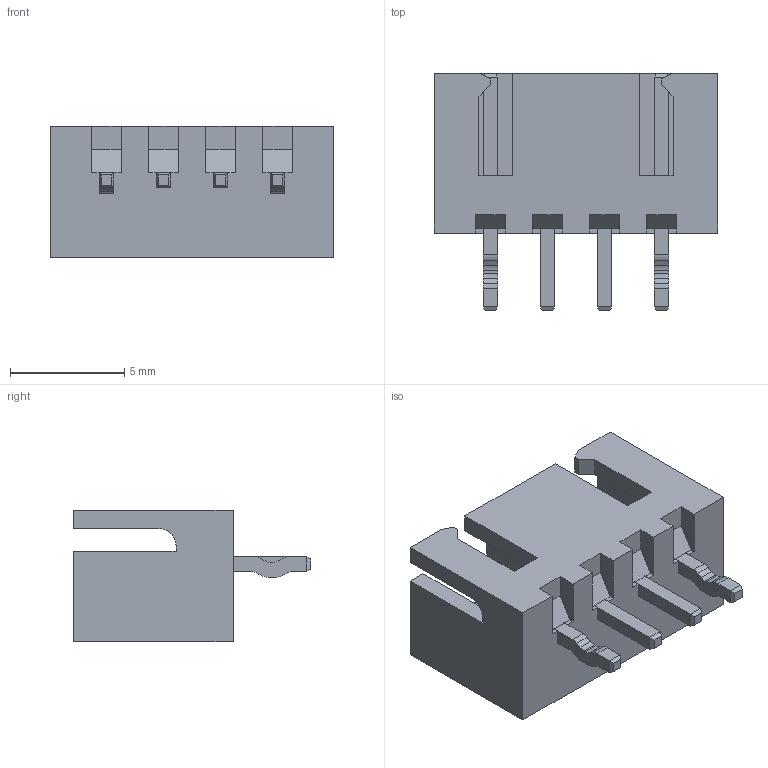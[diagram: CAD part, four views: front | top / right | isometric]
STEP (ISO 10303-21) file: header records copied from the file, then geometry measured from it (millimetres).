
FILE_DESCRIPTION (( 'STEP AP214' ), '1' );
FILE_NAME ('User Library-B4B-XH-A.STEP', '2016-07-07T03:52:58', ( 'Windows User' ), ( '' ), 'SwSTEP 2.0', 'SolidWorks 2016', '' );
FILE_SCHEMA (( 'AUTOMOTIVE_DESIGN' ));
Length unit declared in the file: millimetre
Products named in the file (4): User Library-B4B-XH-A_BXB-XH-A_pin1___ _________; User Library-B4B-XH-A_BXB-XH-A_pin___ _________; User Library-B4B-XH-A_B4B-XH-A_body___ _________; User Library-B4B-XH-A
Assembly tree (5 placements, depth 2):
  User Library-B4B-XH-A
    User Library-B4B-XH-A_B4B-XH-A_body___ _________
    User Library-B4B-XH-A_BXB-XH-A_pin___ _________  x2
    User Library-B4B-XH-A_BXB-XH-A_pin1___ _________  x2
Bounding box: 12.4 x 10.4 x 5.75 mm (x, y, z)
Volume: 230.3 mm3; surface area: 681.8 mm2
Topology: 5 solids, 5 shells, 160 faces, 422 edges, 268 vertices
Faces by surface type: plane 142, cylinder 18
Entity records: 3787 total; most frequent: CARTESIAN_POINT 646, ORIENTED_EDGE 636, DIRECTION 586, EDGE_CURVE 318, VECTOR 298, LINE 298, VERTEX_POINT 204, AXIS2_PLACEMENT_3D 144
